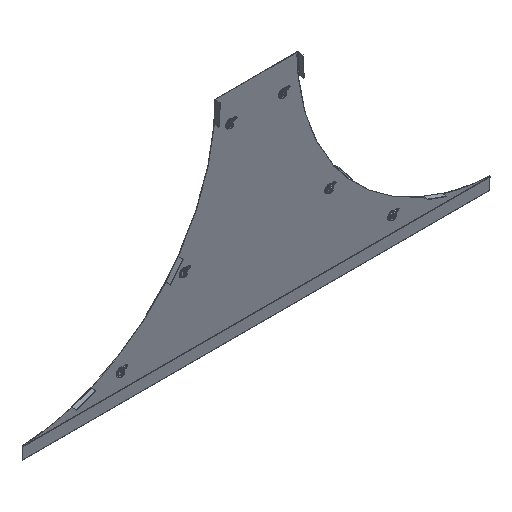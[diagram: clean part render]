
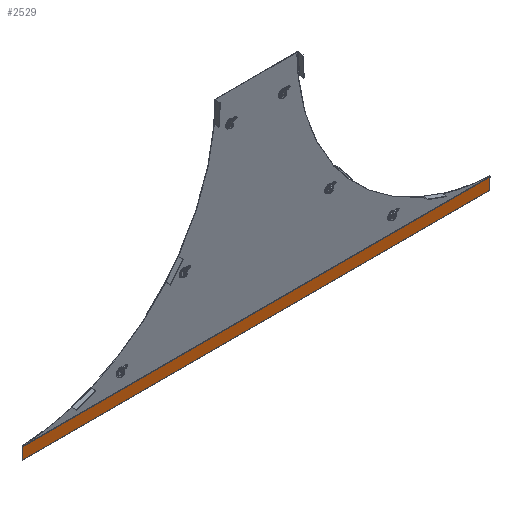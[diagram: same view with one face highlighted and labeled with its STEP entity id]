
A CAD part, isometric view. The second image highlights one B-rep face of the part: STEP entity #2529.
In plain terms, the highlighted planar face has unit normal (0, -1, 0).
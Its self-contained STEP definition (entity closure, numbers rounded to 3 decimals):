
#869=DIRECTION('',(0.,0.,-1.));
#870=VECTOR('',#869,27.986);
#871=CARTESIAN_POINT('',(-1172.558,1.48,-502.394));
#872=LINE('',#871,#870);
#873=DIRECTION('',(-1.,0.,0.));
#874=VECTOR('',#873,1145.);
#875=CARTESIAN_POINT('',(-27.558,1.48,-502.394));
#876=LINE('',#875,#874);
#877=DIRECTION('',(0.,0.,1.));
#878=VECTOR('',#877,27.986);
#879=CARTESIAN_POINT('',(-27.558,1.48,-530.38));
#880=LINE('',#879,#878);
#881=DIRECTION('',(1.,0.,0.));
#882=VECTOR('',#881,1145.);
#883=CARTESIAN_POINT('',(-1172.558,1.48,-530.38));
#884=LINE('',#883,#882);
#1153=CARTESIAN_POINT('',(-1172.558,1.48,
-530.38));
#1154=CARTESIAN_POINT('',(-27.558,1.48,
-530.38));
#1155=VERTEX_POINT('',#1153);
#1156=VERTEX_POINT('',#1154);
#1157=CARTESIAN_POINT('',(-27.558,1.48,
-502.394));
#1158=CARTESIAN_POINT('',(-1172.558,1.48,
-502.394));
#1159=VERTEX_POINT('',#1157);
#1160=VERTEX_POINT('',#1158);
#2515=CARTESIAN_POINT('',(-1172.558,1.48,
-501.98));
#2516=DIRECTION('',(0.,-1.,0.));
#2517=DIRECTION('',(-1.,0.,0.));
#2518=AXIS2_PLACEMENT_3D('',#2515,#2516,#2517);
#2519=PLANE('',#2518);
#2521=ORIENTED_EDGE('',*,*,#2520,.F.);
#2522=ORIENTED_EDGE('',*,*,#2507,.F.);
#2524=ORIENTED_EDGE('',*,*,#2523,.F.);
#2526=ORIENTED_EDGE('',*,*,#2525,.F.);
#2527=EDGE_LOOP('',(#2521,#2522,#2524,#2526));
#2528=FACE_OUTER_BOUND('',#2527,.F.);
#2529=ADVANCED_FACE('',(#2528),#2519,.T.);
#2507=EDGE_CURVE('',#1159,#1160,#876,.T.);
#2520=EDGE_CURVE('',#1160,#1155,#872,.T.);
#2523=EDGE_CURVE('',#1156,#1159,#880,.T.);
#2525=EDGE_CURVE('',#1155,#1156,#884,.T.);
